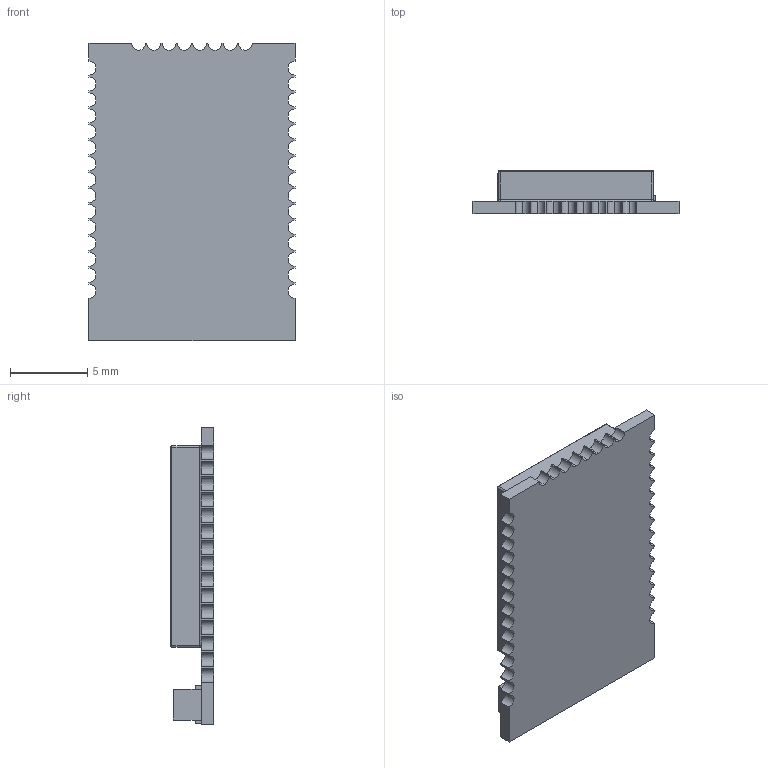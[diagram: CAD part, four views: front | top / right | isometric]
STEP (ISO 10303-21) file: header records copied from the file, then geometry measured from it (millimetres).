
FILE_DESCRIPTION (( 'STEP AP203' ), '1' );
FILE_NAME ('esp32_ttgo_step_AP203.STEP', '2020-05-14T08:02:49', ( '' ), ( '' ), 'SwSTEP 2.0', 'SolidWorks 2019', '' );
FILE_SCHEMA (( 'CONFIG_CONTROL_DESIGN' ));
Length unit declared in the file: millimetre
Products named in the file (1): esp32_ttgo_step_AP203
Bounding box: 13.3 x 2.8 x 19.2 mm (x, y, z)
Volume: 476.8 mm3; surface area: 701.2 mm2
Topology: 3 solids, 3 shells, 525 faces, 1395 edges, 918 vertices
Faces by surface type: plane 298, bspline 149, cylinder 64, torus 10, sphere 4
Entity records: 24874 total; most frequent: CARTESIAN_POINT 12656, ORIENTED_EDGE 2782, DIRECTION 1989, EDGE_CURVE 1391, LINE 951, VECTOR 951, VERTEX_POINT 918, EDGE_LOOP 571
